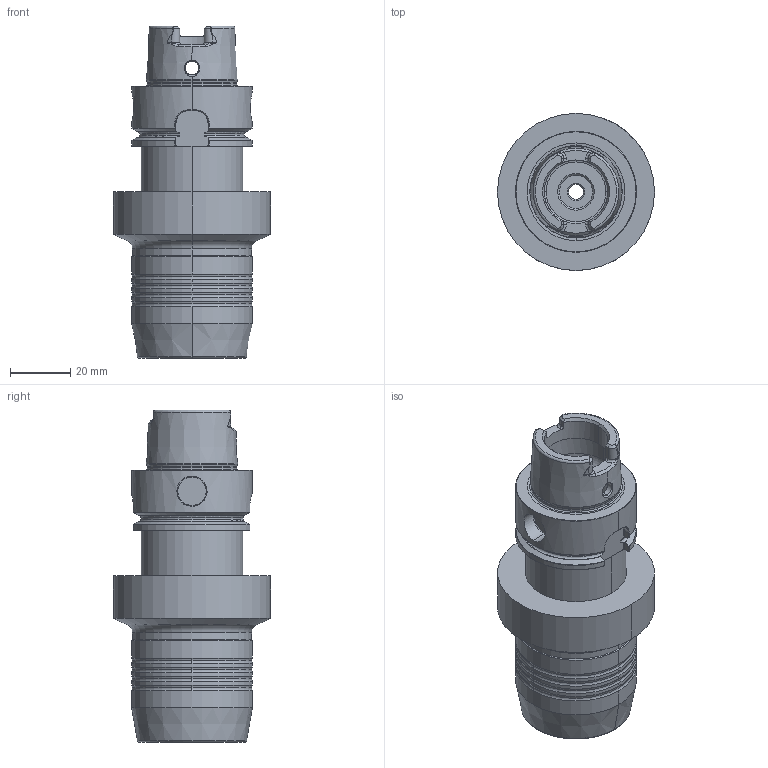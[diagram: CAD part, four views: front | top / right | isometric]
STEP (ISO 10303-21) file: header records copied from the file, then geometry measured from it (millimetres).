
FILE_DESCRIPTION (( 'STEP AP214' ), '1' );
FILE_NAME ('77.A40.018 x=90_step.STEP', '2021-06-22T13:04:44', ( '' ), ( '' ), 'SwSTEP 2.0', 'SolidWorks 2018', '' );
FILE_SCHEMA (( 'AUTOMOTIVE_DESIGN' ));
Length unit declared in the file: millimetre
Products named in the file (1): 77.A40.018 x=90_step
Bounding box: 52 x 52 x 109.9 mm (x, y, z)
Volume: 102615.5 mm3; surface area: 24208.3 mm2
Topology: 1 solids, 1 shells, 320 faces, 786 edges, 464 vertices
Faces by surface type: cylinder 81, torus 72, plane 64, cone 57, bspline 46
Entity records: 15333 total; most frequent: CARTESIAN_POINT 7966, ORIENTED_EDGE 1552, DIRECTION 1380, EDGE_CURVE 776, AXIS2_PLACEMENT_3D 585, VERTEX_POINT 464, EDGE_LOOP 332, ADVANCED_FACE 320
